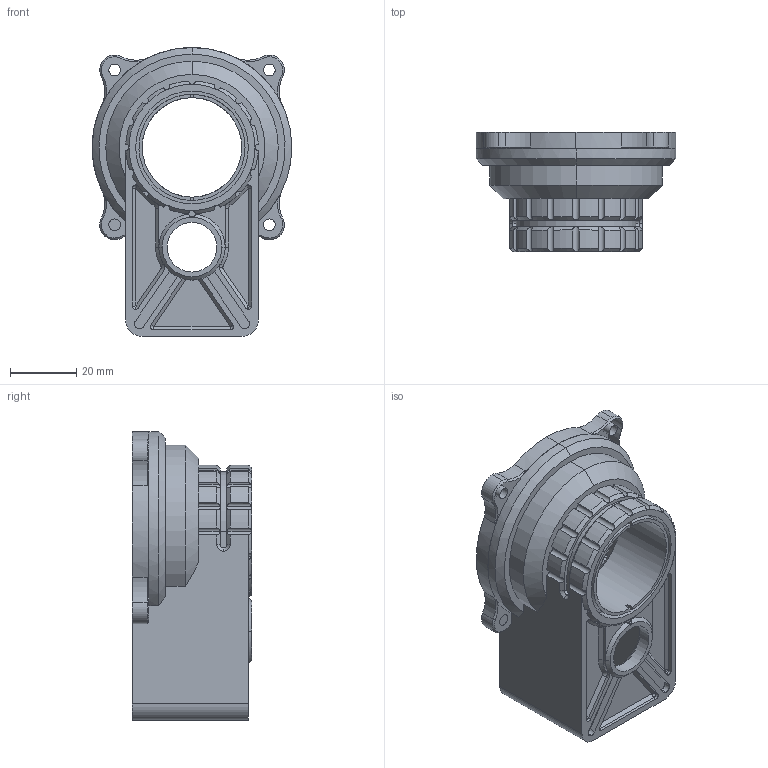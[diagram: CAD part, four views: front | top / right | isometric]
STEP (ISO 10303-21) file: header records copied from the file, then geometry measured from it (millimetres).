
FILE_DESCRIPTION(('HOOPS Exchange Step'),'2;1');
FILE_NAME('temp_export','2024-05-07T15:04:47+09:00',('mobile'),('Shapr3D Limited'),'HOOPS Exchange 2024.2','Shapr3D','Authorized');
FILE_SCHEMA( ('AUTOMOTIVE_DESIGN { 1 0 10303 214 1 1 1 1 }') );
Length unit declared in the file: millimetre
Products named in the file (1): Front-TH_P2-Pro
Bounding box: 60.2 x 36 x 87.1 mm (x, y, z)
Volume: 58225.1 mm3; surface area: 24490.6 mm2
Topology: 1 solids, 1 shells, 308 faces, 815 edges, 508 vertices
Faces by surface type: cylinder 144, plane 83, cone 81
Full cylindrical faces by diameter (mm): 1 x4, 3.2 x2, 3.5 x4, 15 x1, 30 x1, 34 x1
Entity records: 11561 total; most frequent: CARTESIAN_POINT 3895, DIRECTION 1637, ORIENTED_EDGE 1614, EDGE_CURVE 807, AXIS2_PLACEMENT_3D 649, VERTEX_POINT 508, VECTOR 339, LINE 339
